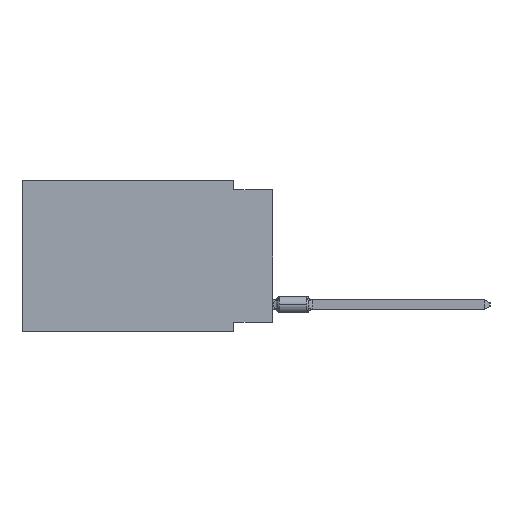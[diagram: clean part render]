
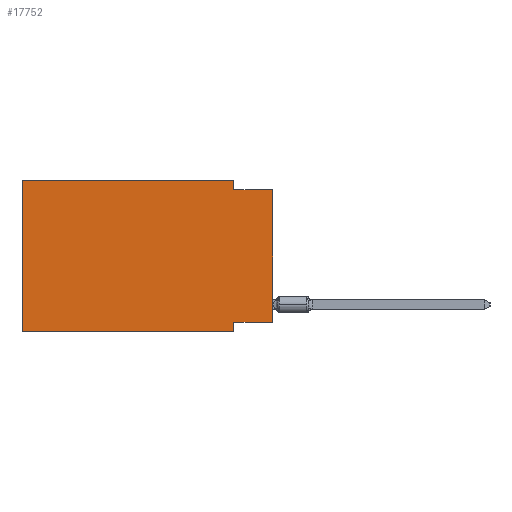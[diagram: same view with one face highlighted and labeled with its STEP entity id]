
A CAD part, left-side view. The second image highlights one B-rep face of the part: STEP entity #17752.
In plain terms, the highlighted planar face has unit normal (-1, 0, 0).
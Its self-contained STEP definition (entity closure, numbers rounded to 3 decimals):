
#236 = VERTEX_POINT ( 'NONE', #6479 ) ;
#520 = EDGE_CURVE ( 'NONE', #6529, #18923, #5604, .T. ) ;
#768 = CARTESIAN_POINT ( 'NONE',  ( 0., 2.54, -9.906 ) ) ;
#1759 = DIRECTION ( 'NONE',  ( 0., -1., 0. ) ) ;
#2070 = DIRECTION ( 'NONE',  ( 0., -1., 0. ) ) ;
#2452 = ORIENTED_EDGE ( 'NONE', *, *, #520, .F. ) ;
#3554 = ORIENTED_EDGE ( 'NONE', *, *, #26814, .F. ) ;
#3564 = PLANE ( 'NONE',  #29901 ) ;
#4020 = VERTEX_POINT ( 'NONE', #33138 ) ;
#4058 = VERTEX_POINT ( 'NONE', #5826 ) ;
#5103 = CARTESIAN_POINT ( 'NONE',  ( 0., 16.383, 0. ) ) ;
#5604 = LINE ( 'NONE', #5103, #18059 ) ;
#5826 = CARTESIAN_POINT ( 'NONE',  ( 0., 2.54, -9.906 ) ) ;
#5904 = VERTEX_POINT ( 'NONE', #12123 ) ;
#6453 = CARTESIAN_POINT ( 'NONE',  ( 0., 2.54, 0. ) ) ;
#6479 = CARTESIAN_POINT ( 'NONE',  ( 0., 0., -0.635 ) ) ;
#6529 = VERTEX_POINT ( 'NONE', #10037 ) ;
#6588 = LINE ( 'NONE', #11502, #12595 ) ;
#6862 = DIRECTION ( 'NONE',  ( 0., -1., 0. ) ) ;
#7203 = VECTOR ( 'NONE', #31449, 1000. ) ;
#7448 = VECTOR ( 'NONE', #2070, 1000. ) ;
#7625 = CARTESIAN_POINT ( 'NONE',  ( 0., 0., 0. ) ) ;
#8264 = VECTOR ( 'NONE', #30069, 1000. ) ;
#8621 = FACE_OUTER_BOUND ( 'NONE', #17520, .T. ) ;
#9287 = EDGE_CURVE ( 'NONE', #6529, #4058, #27118, .T. ) ;
#10037 = CARTESIAN_POINT ( 'NONE',  ( 0., 16.383, -9.906 ) ) ;
#10554 = ORIENTED_EDGE ( 'NONE', *, *, #31849, .F. ) ;
#11502 = CARTESIAN_POINT ( 'NONE',  ( 0., 0., -9.271 ) ) ;
#11527 = LINE ( 'NONE', #6453, #8264 ) ;
#11623 = VECTOR ( 'NONE', #6862, 1000. ) ;
#11874 = LINE ( 'NONE', #32602, #7448 ) ;
#12123 = CARTESIAN_POINT ( 'NONE',  ( 0., 2.54, 0. ) ) ;
#12595 = VECTOR ( 'NONE', #27346, 1000. ) ;
#12768 = ORIENTED_EDGE ( 'NONE', *, *, #9287, .T. ) ;
#13706 = VERTEX_POINT ( 'NONE', #25028 ) ;
#14275 = LINE ( 'NONE', #32296, #29472 ) ;
#14411 = VERTEX_POINT ( 'NONE', #29664 ) ;
#14621 = ORIENTED_EDGE ( 'NONE', *, *, #23858, .F. ) ;
#15050 = VECTOR ( 'NONE', #32173, 1000. ) ;
#15337 = ORIENTED_EDGE ( 'NONE', *, *, #24313, .F. ) ;
#15404 = DIRECTION ( 'NONE',  ( 0., 0., 1. ) ) ;
#15884 = DIRECTION ( 'NONE',  ( 0., 0., -1. ) ) ;
#16060 = DIRECTION ( 'NONE',  ( 1., 0., 0. ) ) ;
#16224 = CARTESIAN_POINT ( 'NONE',  ( 0., 16.383, 0. ) ) ;
#17520 = EDGE_LOOP ( 'NONE', ( #19590, #17631, #14621, #10554, #2452, #12768, #3554, #15337 ) ) ;
#17631 = ORIENTED_EDGE ( 'NONE', *, *, #19670, .F. ) ;
#17752 = ADVANCED_FACE ( 'NONE', ( #8621 ), #3564, .F. ) ;
#18059 = VECTOR ( 'NONE', #15404, 1000. ) ;
#18923 = VERTEX_POINT ( 'NONE', #21813 ) ;
#19590 = ORIENTED_EDGE ( 'NONE', *, *, #33137, .T. ) ;
#19670 = EDGE_CURVE ( 'NONE', #13706, #236, #14275, .T. ) ;
#21813 = CARTESIAN_POINT ( 'NONE',  ( 0., 16.383, 0. ) ) ;
#22224 = CARTESIAN_POINT ( 'NONE',  ( 0., 16.383, -9.906 ) ) ;
#23858 = EDGE_CURVE ( 'NONE', #5904, #13706, #11527, .T. ) ;
#24313 = EDGE_CURVE ( 'NONE', #4020, #14411, #6588, .T. ) ;
#25028 = CARTESIAN_POINT ( 'NONE',  ( 0., 2.54, -0.635 ) ) ;
#26814 = EDGE_CURVE ( 'NONE', #14411, #4058, #29602, .T. ) ;
#27118 = LINE ( 'NONE', #22224, #11623 ) ;
#27280 = LINE ( 'NONE', #7625, #15050 ) ;
#27346 = DIRECTION ( 'NONE',  ( 0., 1., 0. ) ) ;
#29472 = VECTOR ( 'NONE', #1759, 1000. ) ;
#29602 = LINE ( 'NONE', #768, #7203 ) ;
#29664 = CARTESIAN_POINT ( 'NONE',  ( 0., 2.54, -9.271 ) ) ;
#29901 = AXIS2_PLACEMENT_3D ( 'NONE', #16224, #16060, #15884 ) ;
#30069 = DIRECTION ( 'NONE',  ( 0., 0., -1. ) ) ;
#31449 = DIRECTION ( 'NONE',  ( 0., 0., -1. ) ) ;
#31849 = EDGE_CURVE ( 'NONE', #18923, #5904, #11874, .T. ) ;
#32173 = DIRECTION ( 'NONE',  ( 0., 0., 1. ) ) ;
#32296 = CARTESIAN_POINT ( 'NONE',  ( 0., 0., -0.635 ) ) ;
#32602 = CARTESIAN_POINT ( 'NONE',  ( 0., 16.383, 0. ) ) ;
#33137 = EDGE_CURVE ( 'NONE', #4020, #236, #27280, .T. ) ;
#33138 = CARTESIAN_POINT ( 'NONE',  ( 0., 0., -9.271 ) ) ;
